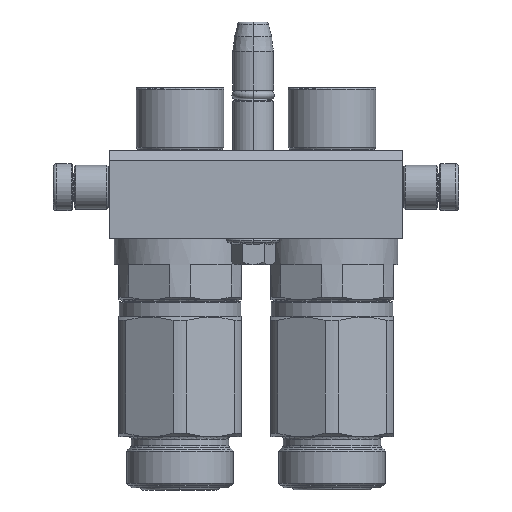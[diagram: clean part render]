
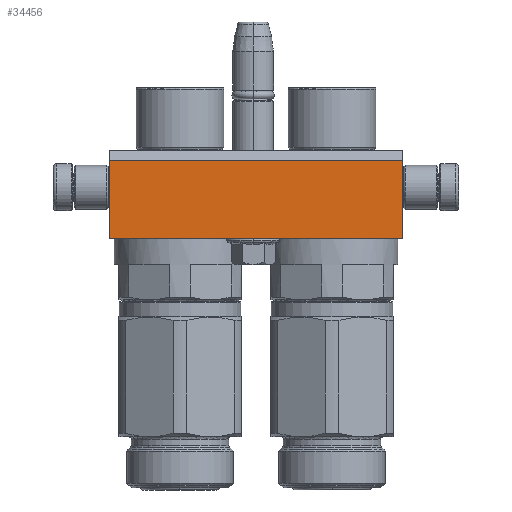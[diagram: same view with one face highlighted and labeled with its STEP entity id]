
A CAD part, left-side view. The second image highlights one B-rep face of the part: STEP entity #34456.
In plain terms, the highlighted face is planar.
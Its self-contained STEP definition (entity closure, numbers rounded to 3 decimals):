
#91 = CARTESIAN_POINT ( 'NONE',  ( -50., 11.536, 56. ) ) ;
#658 = LINE ( 'NONE', #42517, #25812 ) ;
#1052 = CARTESIAN_POINT ( 'NONE',  ( -50., -15., 56. ) ) ;
#1499 = VERTEX_POINT ( 'NONE', #40787 ) ;
#3261 = CARTESIAN_POINT ( 'NONE',  ( 50., -15., 56. ) ) ;
#3915 = VERTEX_POINT ( 'NONE', #23641 ) ;
#4283 = VERTEX_POINT ( 'NONE', #27460 ) ;
#5277 = EDGE_CURVE ( 'NONE', #4283, #3915, #658, .T. ) ;
#7544 = LINE ( 'NONE', #3261, #34704 ) ;
#9705 = ORIENTED_EDGE ( 'NONE', *, *, #5277, .T. ) ;
#10361 = ORIENTED_EDGE ( 'NONE', *, *, #37323, .T. ) ;
#10369 = EDGE_CURVE ( 'NONE', #4283, #33278, #40321, .T. ) ;
#10574 = DIRECTION ( 'NONE',  ( 1., 0., 0. ) ) ;
#11703 = DIRECTION ( 'NONE',  ( 1., 0., 0. ) ) ;
#14226 = VECTOR ( 'NONE', #20381, 1000. ) ;
#14351 = DIRECTION ( 'NONE',  ( 1., 0., 0. ) ) ;
#20381 = DIRECTION ( 'NONE',  ( 0., 1., 0. ) ) ;
#23297 = DIRECTION ( 'NONE',  ( 0., 1., 0. ) ) ;
#23641 = CARTESIAN_POINT ( 'NONE',  ( 50., -15., 56. ) ) ;
#23664 = ORIENTED_EDGE ( 'NONE', *, *, #10369, .F. ) ;
#23838 = DIRECTION ( 'NONE',  ( 0., 0., 1. ) ) ;
#25812 = VECTOR ( 'NONE', #14351, 1000. ) ;
#26217 = EDGE_LOOP ( 'NONE', ( #23664, #9705, #10361, #33023 ) ) ;
#27270 = AXIS2_PLACEMENT_3D ( 'NONE', #33454, #23838, #11703 ) ;
#27460 = CARTESIAN_POINT ( 'NONE',  ( -50., -15., 56. ) ) ;
#28393 = FACE_OUTER_BOUND ( 'NONE', #26217, .T. ) ;
#32338 = VECTOR ( 'NONE', #10574, 1000. ) ;
#33023 = ORIENTED_EDGE ( 'NONE', *, *, #41821, .F. ) ;
#33278 = VERTEX_POINT ( 'NONE', #36261 ) ;
#33454 = CARTESIAN_POINT ( 'NONE',  ( -50., -15., 56. ) ) ;
#34456 = ADVANCED_FACE ( 'NONE', ( #28393 ), #36175, .T. ) ;
#34704 = VECTOR ( 'NONE', #23297, 1000. ) ;
#36175 = PLANE ( 'NONE',  #27270 ) ;
#36261 = CARTESIAN_POINT ( 'NONE',  ( -50., 11.536, 56. ) ) ;
#37323 = EDGE_CURVE ( 'NONE', #3915, #1499, #7544, .T. ) ;
#40321 = LINE ( 'NONE', #1052, #14226 ) ;
#40787 = CARTESIAN_POINT ( 'NONE',  ( 50., 11.536, 56. ) ) ;
#41025 = LINE ( 'NONE', #91, #32338 ) ;
#41821 = EDGE_CURVE ( 'NONE', #33278, #1499, #41025, .T. ) ;
#42517 = CARTESIAN_POINT ( 'NONE',  ( -50., -15., 56. ) ) ;
